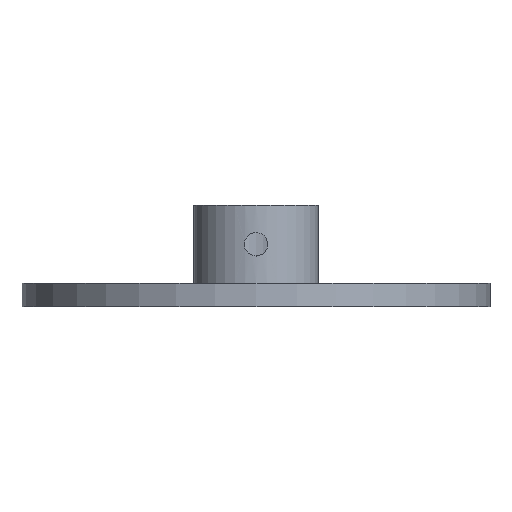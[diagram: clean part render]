
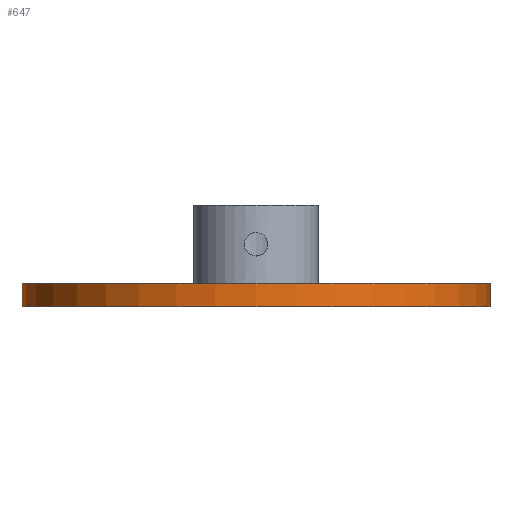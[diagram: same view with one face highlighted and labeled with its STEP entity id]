
A CAD part, front view. The second image highlights one B-rep face of the part: STEP entity #647.
In plain terms, the highlighted cylindrical face has radius 30 mm (diameter 60 mm), a partial arc.
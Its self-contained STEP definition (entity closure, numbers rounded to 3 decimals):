
#13 = CARTESIAN_POINT ( 'NONE',  ( -30., 0., 0. ) ) ;
#31 = DIRECTION ( 'NONE',  ( 0., 0., -1. ) ) ;
#36 = VERTEX_POINT ( 'NONE', #69 ) ;
#39 = CARTESIAN_POINT ( 'NONE',  ( 0., 0., 0. ) ) ;
#53 = CARTESIAN_POINT ( 'NONE',  ( 30., 0., 3. ) ) ;
#69 = CARTESIAN_POINT ( 'NONE',  ( -30., 0., 3. ) ) ;
#70 = VECTOR ( 'NONE', #31, 1000. ) ;
#91 = CARTESIAN_POINT ( 'NONE',  ( 0., 0., 3. ) ) ;
#117 = CYLINDRICAL_SURFACE ( 'NONE', #873, 30. ) ;
#209 = DIRECTION ( 'NONE',  ( 1., 0., 0. ) ) ;
#237 = AXIS2_PLACEMENT_3D ( 'NONE', #39, #1137, #789 ) ;
#261 = AXIS2_PLACEMENT_3D ( 'NONE', #91, #880, #209 ) ;
#360 = VERTEX_POINT ( 'NONE', #13 ) ;
#369 = LINE ( 'NONE', #538, #70 ) ;
#371 = VERTEX_POINT ( 'NONE', #568 ) ;
#424 = CARTESIAN_POINT ( 'NONE',  ( 0., 0., 3. ) ) ;
#455 = VECTOR ( 'NONE', #1407, 1000. ) ;
#496 = ORIENTED_EDGE ( 'NONE', *, *, #976, .F. ) ;
#530 = DIRECTION ( 'NONE',  ( 0., 0., -1. ) ) ;
#538 = CARTESIAN_POINT ( 'NONE',  ( -30., 0., 3. ) ) ;
#543 = EDGE_CURVE ( 'NONE', #36, #604, #1236, .T. ) ;
#559 = CIRCLE ( 'NONE', #237, 30. ) ;
#568 = CARTESIAN_POINT ( 'NONE',  ( 30., 0., 0. ) ) ;
#604 = VERTEX_POINT ( 'NONE', #666 ) ;
#647 = ADVANCED_FACE ( 'NONE', ( #1184 ), #117, .T. ) ;
#655 = DIRECTION ( 'NONE',  ( -1., 0., 0. ) ) ;
#666 = CARTESIAN_POINT ( 'NONE',  ( 30., 0., 3. ) ) ;
#686 = ORIENTED_EDGE ( 'NONE', *, *, #859, .T. ) ;
#729 = LINE ( 'NONE', #53, #455 ) ;
#734 = EDGE_CURVE ( 'NONE', #36, #360, #369, .T. ) ;
#789 = DIRECTION ( 'NONE',  ( 1., 0., 0. ) ) ;
#859 = EDGE_CURVE ( 'NONE', #360, #371, #559, .T. ) ;
#873 = AXIS2_PLACEMENT_3D ( 'NONE', #424, #530, #655 ) ;
#880 = DIRECTION ( 'NONE',  ( 0., 0., 1. ) ) ;
#976 = EDGE_CURVE ( 'NONE', #604, #371, #729, .T. ) ;
#1125 = ORIENTED_EDGE ( 'NONE', *, *, #543, .F. ) ;
#1137 = DIRECTION ( 'NONE',  ( 0., 0., 1. ) ) ;
#1184 = FACE_OUTER_BOUND ( 'NONE', #1451, .T. ) ;
#1236 = CIRCLE ( 'NONE', #261, 30. ) ;
#1407 = DIRECTION ( 'NONE',  ( 0., 0., -1. ) ) ;
#1451 = EDGE_LOOP ( 'NONE', ( #496, #1125, #1488, #686 ) ) ;
#1488 = ORIENTED_EDGE ( 'NONE', *, *, #734, .T. ) ;
